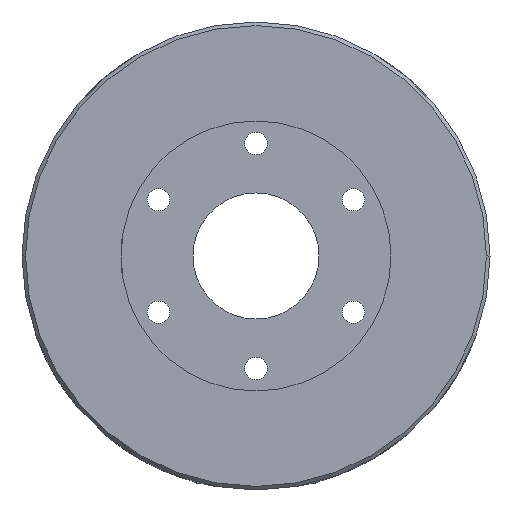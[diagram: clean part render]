
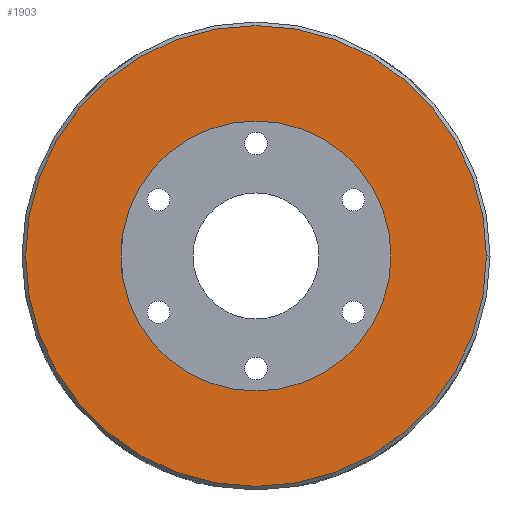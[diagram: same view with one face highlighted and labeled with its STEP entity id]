
A CAD part, left-side view. The second image highlights one B-rep face of the part: STEP entity #1903.
In plain terms, the highlighted planar face has unit normal (-1, 0, 0).
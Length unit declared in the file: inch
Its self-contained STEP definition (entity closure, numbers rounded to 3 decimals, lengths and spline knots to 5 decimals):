
#291 = CIRCLE ( 'NONE', #4611, 3.2 ) ;
#292 = CIRCLE ( 'NONE', #4612, 1.875 ) ;
#588 = CARTESIAN_POINT ( 'NONE',  ( -1.19, -3.2, 0. ) ) ;
#655 = CARTESIAN_POINT ( 'NONE',  ( -1.19, 3.2, 0. ) ) ;
#670 = CARTESIAN_POINT ( 'NONE',  ( -1.19, -1.875, 0. ) ) ;
#682 = CARTESIAN_POINT ( 'NONE',  ( -1.19, 1.875, 0. ) ) ;
#1130 = CARTESIAN_POINT ( 'NONE',  ( -1.19, 0., 0. ) ) ;
#1363 = DIRECTION ( 'NONE',  ( -1., 0., 0. ) ) ;
#1467 = DIRECTION ( 'NONE',  ( 0., -1., 0. ) ) ;
#1476 = CARTESIAN_POINT ( 'NONE',  ( -1.19, 0., 0. ) ) ;
#1613 = DIRECTION ( 'NONE',  ( 0., 1., 0. ) ) ;
#1752 = DIRECTION ( 'NONE',  ( -1., 0., 0. ) ) ;
#1812 = EDGE_CURVE ( 'NONE', #4767, #4769, #2191, .T. ) ;
#1868 = EDGE_CURVE ( 'NONE', #4725, #4722, #2265, .T. ) ;
#1903 = ADVANCED_FACE ( 'NONE', ( #2319, #2322 ), #3759, .F. ) ;
#2191 = CIRCLE ( 'NONE', #2575, 3.2 ) ;
#2265 = CIRCLE ( 'NONE', #2593, 1.875 ) ;
#2319 = FACE_OUTER_BOUND ( 'NONE', #2928, .T. ) ;
#2322 = FACE_BOUND ( 'NONE', #2923, .T. ) ;
#2401 = EDGE_CURVE ( 'NONE', #4769, #4767, #291, .T. ) ;
#2402 = EDGE_CURVE ( 'NONE', #4722, #4725, #292, .T. ) ;
#2575 = AXIS2_PLACEMENT_3D ( 'NONE', #4341, #4340, #4339 ) ;
#2593 = AXIS2_PLACEMENT_3D ( 'NONE', #3952, #3948, #3947 ) ;
#2617 = AXIS2_PLACEMENT_3D ( 'NONE', #3760, #3750, #3749 ) ;
#2923 = EDGE_LOOP ( 'NONE', ( #5061, #5060 ) ) ;
#2928 = EDGE_LOOP ( 'NONE', ( #5063, #5062 ) ) ;
#3749 = DIRECTION ( 'NONE',  ( 0., 1., 0. ) ) ;
#3750 = DIRECTION ( 'NONE',  ( 1., 0., 0. ) ) ;
#3759 = PLANE ( 'NONE',  #2617 ) ;
#3760 = CARTESIAN_POINT ( 'NONE',  ( -1.19, 3.25, 0. ) ) ;
#3947 = DIRECTION ( 'NONE',  ( 0., -1., 0. ) ) ;
#3948 = DIRECTION ( 'NONE',  ( -1., 0., 0. ) ) ;
#3952 = CARTESIAN_POINT ( 'NONE',  ( -1.19, 0., 0. ) ) ;
#4339 = DIRECTION ( 'NONE',  ( 0., 1., 0. ) ) ;
#4340 = DIRECTION ( 'NONE',  ( -1., 0., 0. ) ) ;
#4341 = CARTESIAN_POINT ( 'NONE',  ( -1.19, 0., 0. ) ) ;
#4611 = AXIS2_PLACEMENT_3D ( 'NONE', #1476, #1752, #1613 ) ;
#4612 = AXIS2_PLACEMENT_3D ( 'NONE', #1130, #1363, #1467 ) ;
#4722 = VERTEX_POINT ( 'NONE', #682 ) ;
#4725 = VERTEX_POINT ( 'NONE', #670 ) ;
#4767 = VERTEX_POINT ( 'NONE', #588 ) ;
#4769 = VERTEX_POINT ( 'NONE', #655 ) ;
#5060 = ORIENTED_EDGE ( 'NONE', *, *, #2402, .F. ) ;
#5061 = ORIENTED_EDGE ( 'NONE', *, *, #1868, .F. ) ;
#5062 = ORIENTED_EDGE ( 'NONE', *, *, #1812, .T. ) ;
#5063 = ORIENTED_EDGE ( 'NONE', *, *, #2401, .T. ) ;
